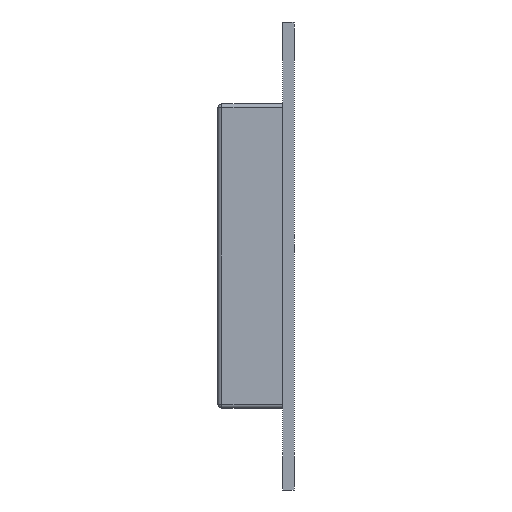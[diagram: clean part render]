
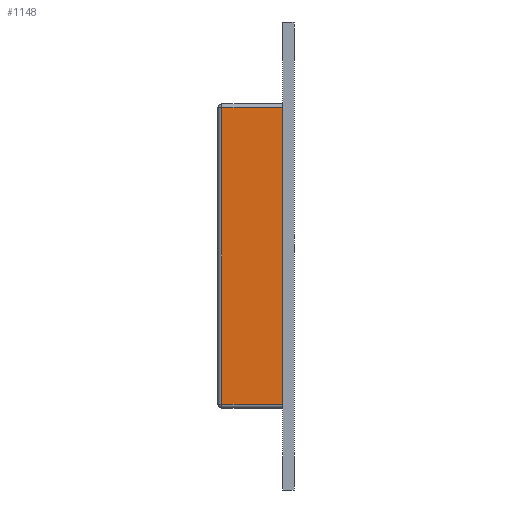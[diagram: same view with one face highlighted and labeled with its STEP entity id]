
A CAD part, left-side view. The second image highlights one B-rep face of the part: STEP entity #1148.
In plain terms, the highlighted planar face has unit normal (-1, 0, 0).
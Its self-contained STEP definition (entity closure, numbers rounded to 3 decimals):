
#119 = EDGE_CURVE ( 'NONE', #699, #698, #2495, .T. ) ;
#122 = EDGE_CURVE ( 'NONE', #552, #565, #2502, .T. ) ;
#128 = EDGE_CURVE ( 'NONE', #565, #699, #2519, .T. ) ;
#131 = EDGE_CURVE ( 'NONE', #698, #552, #2523, .T. ) ;
#552 = VERTEX_POINT ( 'NONE', #3283 ) ;
#565 = VERTEX_POINT ( 'NONE', #3296 ) ;
#698 = VERTEX_POINT ( 'NONE', #3429 ) ;
#699 = VERTEX_POINT ( 'NONE', #3430 ) ;
#864 = ORIENTED_EDGE ( 'NONE', *, *, #119, .T. ) ;
#865 = ORIENTED_EDGE ( 'NONE', *, *, #131, .T. ) ;
#866 = ORIENTED_EDGE ( 'NONE', *, *, #122, .T. ) ;
#867 = ORIENTED_EDGE ( 'NONE', *, *, #128, .T. ) ;
#1148 = ADVANCED_FACE ( 'NONE', ( #3735 ), #3737, .F. ) ;
#2495 = LINE ( 'NONE', #2501, #2847 ) ;
#2501 = CARTESIAN_POINT ( 'NONE',  ( -47.9, 0., 0. ) ) ;
#2502 = LINE ( 'NONE', #2510, #2852 ) ;
#2503 = DIRECTION ( 'NONE',  ( 0., 0., 1. ) ) ;
#2510 = CARTESIAN_POINT ( 'NONE',  ( -47.9, 7.8, -19.5 ) ) ;
#2511 = DIRECTION ( 'NONE',  ( 0., 0., -1. ) ) ;
#2519 = LINE ( 'NONE', #2528, #2858 ) ;
#2523 = LINE ( 'NONE', #2537, #2859 ) ;
#2528 = CARTESIAN_POINT ( 'NONE',  ( -47.9, 0., -19. ) ) ;
#2529 = DIRECTION ( 'NONE',  ( 0., -1., 0. ) ) ;
#2537 = CARTESIAN_POINT ( 'NONE',  ( -47.9, 8.3, 19. ) ) ;
#2538 = DIRECTION ( 'NONE',  ( 0., 1., 0. ) ) ;
#2847 = VECTOR ( 'NONE', #2503, 1000. ) ;
#2852 = VECTOR ( 'NONE', #2511, 1000. ) ;
#2858 = VECTOR ( 'NONE', #2529, 1000. ) ;
#2859 = VECTOR ( 'NONE', #2538, 1000. ) ;
#3087 = AXIS2_PLACEMENT_3D ( 'NONE', #3718, #4010, #4011 ) ;
#3283 = CARTESIAN_POINT ( 'NONE',  ( -47.9, 7.8, 19. ) ) ;
#3296 = CARTESIAN_POINT ( 'NONE',  ( -47.9, 7.8, -19. ) ) ;
#3429 = CARTESIAN_POINT ( 'NONE',  ( -47.9, 0., 19. ) ) ;
#3430 = CARTESIAN_POINT ( 'NONE',  ( -47.9, 0., -19. ) ) ;
#3718 = CARTESIAN_POINT ( 'NONE',  ( -47.9, 8.3, 0. ) ) ;
#3735 = FACE_OUTER_BOUND ( 'NONE', #6043, .T. ) ;
#3737 = PLANE ( 'NONE',  #3087 ) ;
#4010 = DIRECTION ( 'NONE',  ( 1., 0., 0. ) ) ;
#4011 = DIRECTION ( 'NONE',  ( 0., 0., -1. ) ) ;
#6043 = EDGE_LOOP ( 'NONE', ( #864, #865, #866, #867 ) ) ;
